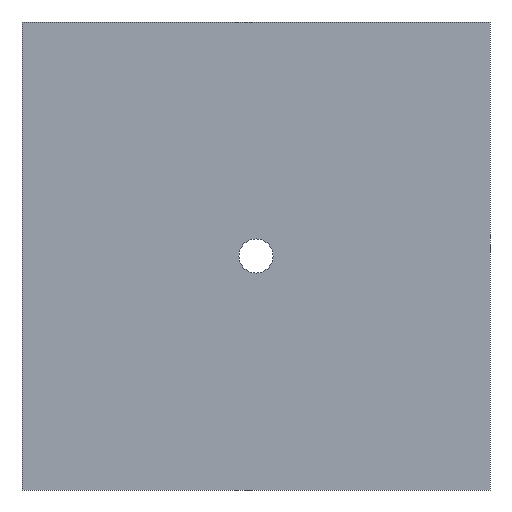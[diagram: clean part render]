
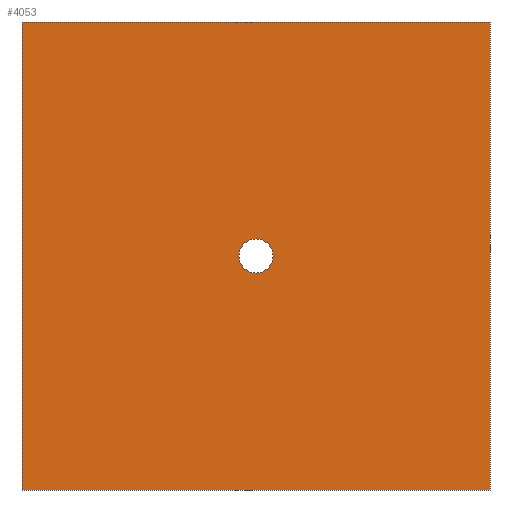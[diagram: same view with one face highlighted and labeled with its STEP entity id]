
A CAD part, front view. The second image highlights one B-rep face of the part: STEP entity #4053.
In plain terms, the highlighted planar face has unit normal (0, -1, 0).
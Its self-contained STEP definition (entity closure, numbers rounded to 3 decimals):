
#220 = AXIS2_PLACEMENT_3D ( 'NONE', #1656, #1959, #1317 ) ;
#237 = VERTEX_POINT ( 'NONE', #610 ) ;
#253 = DIRECTION ( 'NONE',  ( 1., 0., 0. ) ) ;
#268 = DIRECTION ( 'NONE',  ( -1., 0., 0. ) ) ;
#426 = EDGE_LOOP ( 'NONE', ( #2861, #2197, #3062, #2504 ) ) ;
#473 = DIRECTION ( 'NONE',  ( 0., 0., -1. ) ) ;
#540 = DIRECTION ( 'NONE',  ( 0., 0., 1. ) ) ;
#554 = CARTESIAN_POINT ( 'NONE',  ( -41., 0., -41. ) ) ;
#602 = ORIENTED_EDGE ( 'NONE', *, *, #1293, .T. ) ;
#610 = CARTESIAN_POINT ( 'NONE',  ( 0., 0., 3. ) ) ;
#679 = VERTEX_POINT ( 'NONE', #1008 ) ;
#765 = PLANE ( 'NONE',  #1361 ) ;
#837 = CARTESIAN_POINT ( 'NONE',  ( 0., 0., 0. ) ) ;
#1008 = CARTESIAN_POINT ( 'NONE',  ( -41., 0., 41. ) ) ;
#1096 = EDGE_CURVE ( 'NONE', #237, #2927, #2833, .T. ) ;
#1097 = EDGE_LOOP ( 'NONE', ( #3073, #602 ) ) ;
#1227 = CARTESIAN_POINT ( 'NONE',  ( 0., 0., -3. ) ) ;
#1234 = LINE ( 'NONE', #4172, #3022 ) ;
#1291 = CARTESIAN_POINT ( 'NONE',  ( -41., 0., -41. ) ) ;
#1293 = EDGE_CURVE ( 'NONE', #2927, #237, #3236, .T. ) ;
#1317 = DIRECTION ( 'NONE',  ( 0., 0., 1. ) ) ;
#1351 = CARTESIAN_POINT ( 'NONE',  ( 41., 0., -41. ) ) ;
#1361 = AXIS2_PLACEMENT_3D ( 'NONE', #837, #4095, #473 ) ;
#1656 = CARTESIAN_POINT ( 'NONE',  ( 0., 0., 0. ) ) ;
#1760 = VERTEX_POINT ( 'NONE', #1351 ) ;
#1773 = LINE ( 'NONE', #554, #2479 ) ;
#1872 = CARTESIAN_POINT ( 'NONE',  ( 41., 0., 41. ) ) ;
#1948 = EDGE_CURVE ( 'NONE', #3050, #1760, #3500, .T. ) ;
#1959 = DIRECTION ( 'NONE',  ( 0., 1., 0. ) ) ;
#2104 = FACE_BOUND ( 'NONE', #1097, .T. ) ;
#2197 = ORIENTED_EDGE ( 'NONE', *, *, #3714, .F. ) ;
#2233 = CARTESIAN_POINT ( 'NONE',  ( 0., 0., 0. ) ) ;
#2479 = VECTOR ( 'NONE', #268, 1000. ) ;
#2504 = ORIENTED_EDGE ( 'NONE', *, *, #4105, .F. ) ;
#2833 = CIRCLE ( 'NONE', #4056, 3. ) ;
#2861 = ORIENTED_EDGE ( 'NONE', *, *, #1948, .F. ) ;
#2927 = VERTEX_POINT ( 'NONE', #1227 ) ;
#3022 = VECTOR ( 'NONE', #253, 1000. ) ;
#3050 = VERTEX_POINT ( 'NONE', #4231 ) ;
#3053 = VERTEX_POINT ( 'NONE', #1291 ) ;
#3062 = ORIENTED_EDGE ( 'NONE', *, *, #3994, .F. ) ;
#3073 = ORIENTED_EDGE ( 'NONE', *, *, #1096, .T. ) ;
#3236 = CIRCLE ( 'NONE', #220, 3. ) ;
#3370 = LINE ( 'NONE', #4026, #3770 ) ;
#3418 = FACE_OUTER_BOUND ( 'NONE', #426, .T. ) ;
#3488 = DIRECTION ( 'NONE',  ( 0., 1., 0. ) ) ;
#3500 = LINE ( 'NONE', #1872, #4202 ) ;
#3689 = DIRECTION ( 'NONE',  ( 0., 0., 1. ) ) ;
#3714 = EDGE_CURVE ( 'NONE', #679, #3050, #1234, .T. ) ;
#3770 = VECTOR ( 'NONE', #3689, 1000. ) ;
#3994 = EDGE_CURVE ( 'NONE', #3053, #679, #3370, .T. ) ;
#4026 = CARTESIAN_POINT ( 'NONE',  ( -41., 0., 41. ) ) ;
#4053 = ADVANCED_FACE ( 'NONE', ( #2104, #3418 ), #765, .T. ) ;
#4056 = AXIS2_PLACEMENT_3D ( 'NONE', #2233, #3488, #540 ) ;
#4095 = DIRECTION ( 'NONE',  ( 0., -1., 0. ) ) ;
#4105 = EDGE_CURVE ( 'NONE', #1760, #3053, #1773, .T. ) ;
#4111 = DIRECTION ( 'NONE',  ( 0., 0., -1. ) ) ;
#4172 = CARTESIAN_POINT ( 'NONE',  ( -41., 0., 41. ) ) ;
#4202 = VECTOR ( 'NONE', #4111, 1000. ) ;
#4231 = CARTESIAN_POINT ( 'NONE',  ( 41., 0., 41. ) ) ;
